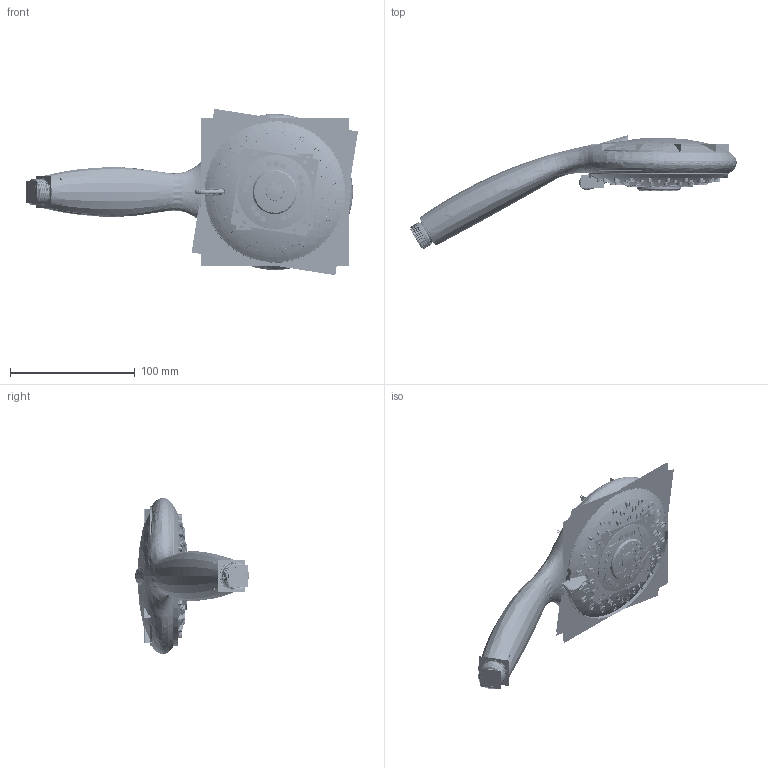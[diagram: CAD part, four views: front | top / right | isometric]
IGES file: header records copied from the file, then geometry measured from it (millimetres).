
Start section:  PTC IGES file: dc5032.igs
Global section: file name: dc5032.igs; native system: Creo Parametric by PTC Inc.; preprocessor: 2018100; author: luo; organization: Unknown; date: 20200310.163924; units: millimetre
Bounding box: 265.9 x 91.27 x 133.35 mm (x, y, z)
Surface area: 386543.7 mm2 (no closed solid volume)
Topology: 0 solids, 0 shells, 4904 faces, 68792 edges, 90462 vertices
Faces by surface type: revolution 2792, bspline 1458, extrusion 654
